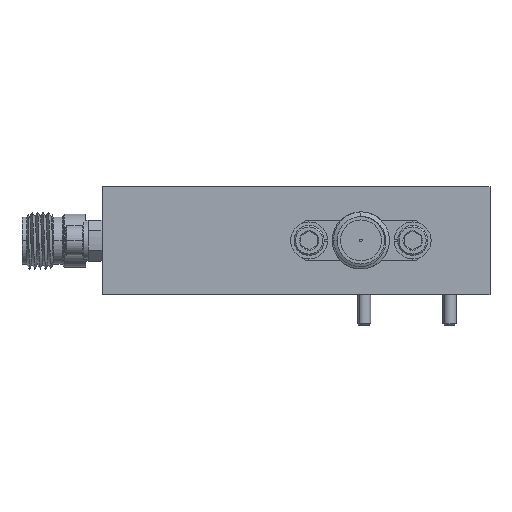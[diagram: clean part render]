
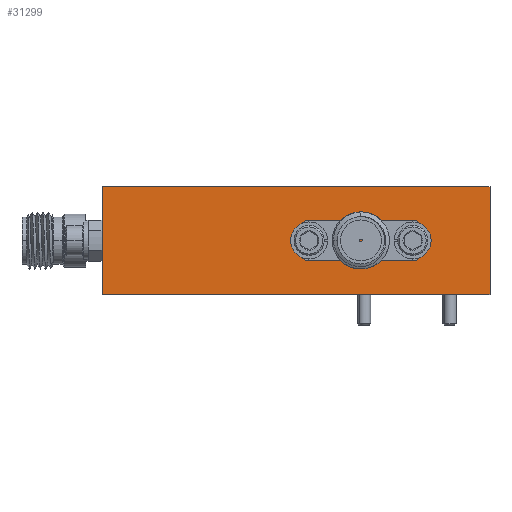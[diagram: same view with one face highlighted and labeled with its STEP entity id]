
A CAD part, top view. The second image highlights one B-rep face of the part: STEP entity #31299.
In plain terms, the highlighted planar face has unit normal (0, 0, 1).
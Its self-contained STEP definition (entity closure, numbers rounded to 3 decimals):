
#107 = ORIENTED_EDGE ( 'NONE', *, *, #465, .F. ) ;
#280 = EDGE_LOOP ( 'NONE', ( #10434, #107, #26484, #29453 ) ) ;
#465 = EDGE_CURVE ( 'NONE', #34693, #30011, #8904, .T. ) ;
#3227 = CARTESIAN_POINT ( 'NONE',  ( -22.86, 12.7, 13.97 ) ) ;
#4772 = LINE ( 'NONE', #26921, #32848 ) ;
#5035 = EDGE_CURVE ( 'NONE', #13744, #38306, #25230, .T. ) ;
#6839 = DIRECTION ( 'NONE',  ( 0., -1., 0. ) ) ;
#8904 = LINE ( 'NONE', #40726, #43759 ) ;
#9541 = LINE ( 'NONE', #39821, #25391 ) ;
#10434 = ORIENTED_EDGE ( 'NONE', *, *, #26195, .T. ) ;
#13744 = VERTEX_POINT ( 'NONE', #19009 ) ;
#15162 = FACE_OUTER_BOUND ( 'NONE', #280, .T. ) ;
#16009 = CARTESIAN_POINT ( 'NONE',  ( 22.86, 12.7, 13.97 ) ) ;
#18786 = CARTESIAN_POINT ( 'NONE',  ( -22.86, 0., 13.97 ) ) ;
#19009 = CARTESIAN_POINT ( 'NONE',  ( -22.86, 12.7, 13.97 ) ) ;
#21686 = CARTESIAN_POINT ( 'NONE',  ( 22.86, 0., 13.97 ) ) ;
#23667 = DIRECTION ( 'NONE',  ( 1., 0., 0. ) ) ;
#24430 = DIRECTION ( 'NONE',  ( 0., -1., 0. ) ) ;
#25230 = LINE ( 'NONE', #3227, #34223 ) ;
#25391 = VECTOR ( 'NONE', #36408, 1000. ) ;
#26195 = EDGE_CURVE ( 'NONE', #38306, #30011, #4772, .T. ) ;
#26484 = ORIENTED_EDGE ( 'NONE', *, *, #27140, .F. ) ;
#26581 = CARTESIAN_POINT ( 'NONE',  ( 22.86, 12.7, 13.97 ) ) ;
#26921 = CARTESIAN_POINT ( 'NONE',  ( 22.86, 0., 13.97 ) ) ;
#27140 = EDGE_CURVE ( 'NONE', #13744, #34693, #9541, .T. ) ;
#29292 = DIRECTION ( 'NONE',  ( -1., 0., 0. ) ) ;
#29453 = ORIENTED_EDGE ( 'NONE', *, *, #5035, .T. ) ;
#30011 = VERTEX_POINT ( 'NONE', #21686 ) ;
#31299 = ADVANCED_FACE ( 'NONE', ( #15162 ), #39419, .F. ) ;
#32848 = VECTOR ( 'NONE', #23667, 1000. ) ;
#34223 = VECTOR ( 'NONE', #6839, 1000. ) ;
#34354 = AXIS2_PLACEMENT_3D ( 'NONE', #16009, #39692, #29292 ) ;
#34693 = VERTEX_POINT ( 'NONE', #26581 ) ;
#36408 = DIRECTION ( 'NONE',  ( 1., 0., 0. ) ) ;
#38306 = VERTEX_POINT ( 'NONE', #18786 ) ;
#39419 = PLANE ( 'NONE',  #34354 ) ;
#39692 = DIRECTION ( 'NONE',  ( 0., 0., -1. ) ) ;
#39821 = CARTESIAN_POINT ( 'NONE',  ( 22.86, 12.7, 13.97 ) ) ;
#40726 = CARTESIAN_POINT ( 'NONE',  ( 22.86, 12.7, 13.97 ) ) ;
#43759 = VECTOR ( 'NONE', #24430, 1000. ) ;
